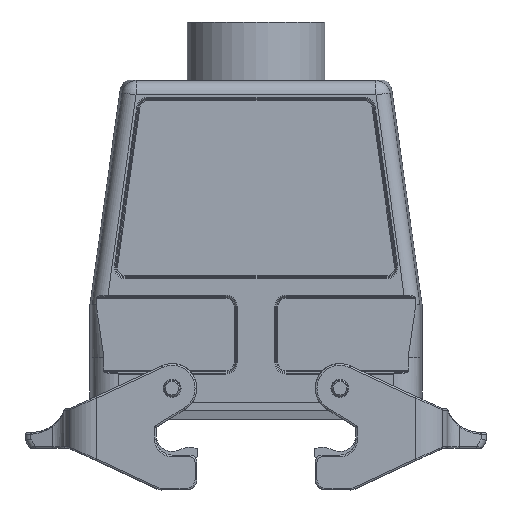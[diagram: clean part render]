
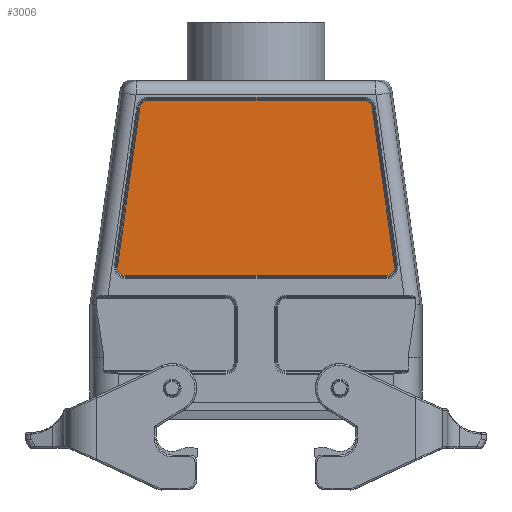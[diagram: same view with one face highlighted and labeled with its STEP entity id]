
A CAD part, front view. The second image highlights one B-rep face of the part: STEP entity #3006.
In plain terms, the highlighted planar face has unit normal (0, -1, 0).
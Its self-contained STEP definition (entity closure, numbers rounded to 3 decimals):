
#2931=CARTESIAN_POINT('',(-30.616,-40.0,76.35));
#2932=DIRECTION('',(0.0,-1.0,0.0));
#2933=DIRECTION('',(0.0,0.0,-1.0));
#2934=AXIS2_PLACEMENT_3D('',#2931,#2932,#2933);
#2935=PLANE('',#2934);
#2936=CARTESIAN_POINT('',(32.884,-40.0,76.669));
#2937=VERTEX_POINT('',#2936);
#2938=CARTESIAN_POINT('',(30.616,-40.0,78.64));
#2939=VERTEX_POINT('',#2938);
#2940=CARTESIAN_POINT('',(30.616,-40.0,76.35));
#2941=DIRECTION('',(0.0,-1.0,0.0));
#2942=DIRECTION('',(0.0,0.0,1.0));
#2943=AXIS2_PLACEMENT_3D('',#2940,#2941,#2942);
#2944=CIRCLE('',#2943,2.29);
#2945=EDGE_CURVE('',#2937,#2939,#2944,.T.);
#2946=ORIENTED_EDGE('',*,*,#2945,.T.);
#2947=CARTESIAN_POINT('',(-30.616,-40.0,78.64));
#2948=VERTEX_POINT('',#2947);
#2949=CARTESIAN_POINT('',(30.616,-40.0,78.64));
#2950=DIRECTION('',(-1.0,0.0,0.0));
#2951=VECTOR('',#2950,61.233);
#2952=LINE('',#2949,#2951);
#2953=EDGE_CURVE('',#2939,#2948,#2952,.T.);
#2954=ORIENTED_EDGE('',*,*,#2953,.T.);
#2955=CARTESIAN_POINT('',(-32.884,-40.0,76.669));
#2956=VERTEX_POINT('',#2955);
#2957=CARTESIAN_POINT('',(-30.616,-40.0,76.35));
#2958=DIRECTION('',(0.0,-1.0,0.0));
#2959=DIRECTION('',(0.0,0.0,1.0));
#2960=AXIS2_PLACEMENT_3D('',#2957,#2958,#2959);
#2961=CIRCLE('',#2960,2.29);
#2962=EDGE_CURVE('',#2948,#2956,#2961,.T.);
#2963=ORIENTED_EDGE('',*,*,#2962,.T.);
#2964=CARTESIAN_POINT('',(-39.208,-40.0,31.669));
#2965=VERTEX_POINT('',#2964);
#2966=CARTESIAN_POINT('',(-32.884,-40.0,76.669));
#2967=DIRECTION('',(-0.139,0.0,-0.99));
#2968=VECTOR('',#2967,45.442);
#2969=LINE('',#2966,#2968);
#2970=EDGE_CURVE('',#2956,#2965,#2969,.T.);
#2971=ORIENTED_EDGE('',*,*,#2970,.T.);
#2972=CARTESIAN_POINT('',(-36.941,-40.0,29.06));
#2973=VERTEX_POINT('',#2972);
#2974=CARTESIAN_POINT('',(-36.941,-40.0,31.35));
#2975=DIRECTION('',(0.0,-1.0,0.0));
#2976=DIRECTION('',(0.0,0.0,1.0));
#2977=AXIS2_PLACEMENT_3D('',#2974,#2975,#2976);
#2978=CIRCLE('',#2977,2.29);
#2979=EDGE_CURVE('',#2965,#2973,#2978,.T.);
#2980=ORIENTED_EDGE('',*,*,#2979,.T.);
#2981=CARTESIAN_POINT('',(36.941,-40.0,29.06));
#2982=VERTEX_POINT('',#2981);
#2983=CARTESIAN_POINT('',(-36.941,-40.0,29.06));
#2984=DIRECTION('',(1.0,0.0,0.0));
#2985=VECTOR('',#2984,73.882);
#2986=LINE('',#2983,#2985);
#2987=EDGE_CURVE('',#2973,#2982,#2986,.T.);
#2988=ORIENTED_EDGE('',*,*,#2987,.T.);
#2989=CARTESIAN_POINT('',(39.208,-40.0,31.669));
#2990=VERTEX_POINT('',#2989);
#2991=CARTESIAN_POINT('',(36.941,-40.0,31.35));
#2992=DIRECTION('',(0.0,-1.0,0.0));
#2993=DIRECTION('',(0.0,0.0,1.0));
#2994=AXIS2_PLACEMENT_3D('',#2991,#2992,#2993);
#2995=CIRCLE('',#2994,2.29);
#2996=EDGE_CURVE('',#2982,#2990,#2995,.T.);
#2997=ORIENTED_EDGE('',*,*,#2996,.T.);
#2998=CARTESIAN_POINT('',(39.208,-40.0,31.669));
#2999=DIRECTION('',(-0.139,0.0,0.99));
#3000=VECTOR('',#2999,45.442);
#3001=LINE('',#2998,#3000);
#3002=EDGE_CURVE('',#2990,#2937,#3001,.T.);
#3003=ORIENTED_EDGE('',*,*,#3002,.T.);
#3004=EDGE_LOOP('',(#2946,#2954,#2963,#2971,#2980,#2988,#2997,#3003));
#3005=FACE_OUTER_BOUND('',#3004,.T.);
#3006=ADVANCED_FACE('',(#3005),#2935,.T.);
